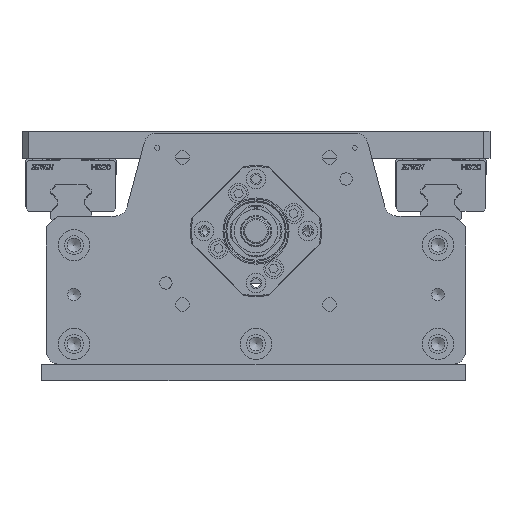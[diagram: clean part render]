
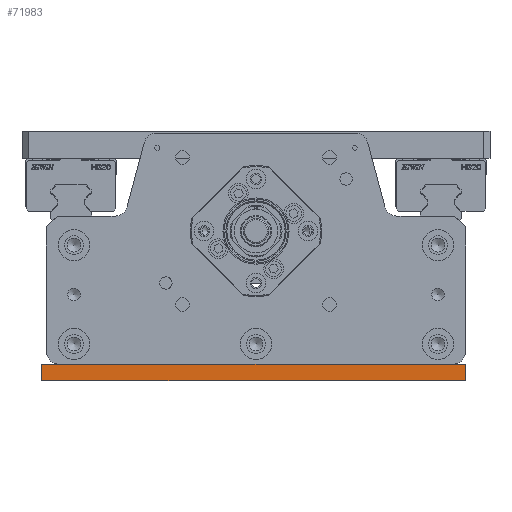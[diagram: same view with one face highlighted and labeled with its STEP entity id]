
A CAD part, front view. The second image highlights one B-rep face of the part: STEP entity #71983.
In plain terms, the highlighted planar face has unit normal (0, -1, 0).
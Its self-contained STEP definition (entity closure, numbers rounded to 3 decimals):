
#71786=CARTESIAN_POINT('',(207.25,-665.0,8.));
#71787=VERTEX_POINT('',#71786);
#71794=CARTESIAN_POINT('',(213.25,-665.0,8.));
#71795=VERTEX_POINT('',#71794);
#71796=CARTESIAN_POINT('',(207.25,-665.0,8.));
#71797=DIRECTION('',(1.0,0.0,0.0));
#71798=VECTOR('',#71797,6.);
#71799=LINE('',#71796,#71798);
#71800=EDGE_CURVE('',#71787,#71795,#71799,.T.);
#71824=CARTESIAN_POINT('',(17.75,-665.0,8.));
#71825=VERTEX_POINT('',#71824);
#71840=CARTESIAN_POINT('',(9.5,-665.0,8.));
#71841=VERTEX_POINT('',#71840);
#71848=CARTESIAN_POINT('',(9.5,-665.0,8.));
#71849=DIRECTION('',(1.0,0.0,0.0));
#71850=VECTOR('',#71849,8.25);
#71851=LINE('',#71848,#71850);
#71852=EDGE_CURVE('',#71841,#71825,#71851,.T.);
#71872=CARTESIAN_POINT('',(213.25,-665.0,0.));
#71873=VERTEX_POINT('',#71872);
#71880=CARTESIAN_POINT('',(9.5,-665.0,0.));
#71881=VERTEX_POINT('',#71880);
#71882=CARTESIAN_POINT('',(9.5,-665.0,0.));
#71883=DIRECTION('',(1.0,0.0,0.0));
#71884=VECTOR('',#71883,203.75);
#71885=LINE('',#71882,#71884);
#71886=EDGE_CURVE('',#71881,#71873,#71885,.T.);
#71931=CARTESIAN_POINT('',(9.5,-665.0,8.));
#71932=DIRECTION('',(0.0,0.0,-1.0));
#71933=VECTOR('',#71932,8.);
#71934=LINE('',#71931,#71933);
#71935=EDGE_CURVE('',#71841,#71881,#71934,.T.);
#71960=CARTESIAN_POINT('',(3.25,-665.0,-2.));
#71961=DIRECTION('',(0.0,-1.0,0.0));
#71962=DIRECTION('',(1.0,0.0,0.0));
#71963=AXIS2_PLACEMENT_3D('',#71960,#71961,#71962);
#71964=PLANE('',#71963);
#71965=ORIENTED_EDGE('',*,*,#71886,.T.);
#71966=CARTESIAN_POINT('',(213.25,-665.0,0.));
#71967=DIRECTION('',(0.0,0.0,1.0));
#71968=VECTOR('',#71967,8.);
#71969=LINE('',#71966,#71968);
#71970=EDGE_CURVE('',#71873,#71795,#71969,.T.);
#71971=ORIENTED_EDGE('',*,*,#71970,.T.);
#71972=ORIENTED_EDGE('',*,*,#71800,.F.);
#71973=CARTESIAN_POINT('',(17.75,-665.0,8.));
#71974=DIRECTION('',(1.0,0.0,0.0));
#71975=VECTOR('',#71974,189.5);
#71976=LINE('',#71973,#71975);
#71977=EDGE_CURVE('',#71825,#71787,#71976,.T.);
#71978=ORIENTED_EDGE('',*,*,#71977,.F.);
#71979=ORIENTED_EDGE('',*,*,#71852,.F.);
#71980=ORIENTED_EDGE('',*,*,#71935,.T.);
#71981=EDGE_LOOP('',(#71965,#71971,#71972,#71978,#71979,#71980));
#71982=FACE_OUTER_BOUND('',#71981,.T.);
#71983=ADVANCED_FACE('',(#71982),#71964,.T.);
